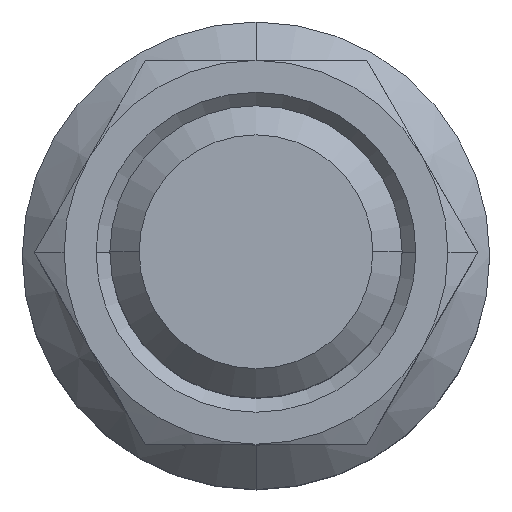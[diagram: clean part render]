
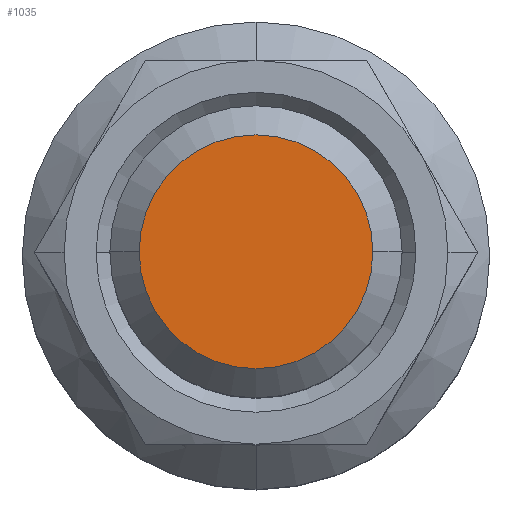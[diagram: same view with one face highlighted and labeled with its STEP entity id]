
A CAD part, top view. The second image highlights one B-rep face of the part: STEP entity #1035.
In plain terms, the highlighted planar face has unit normal (0, 0, 1).
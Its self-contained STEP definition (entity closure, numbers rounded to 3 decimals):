
#515=CARTESIAN_POINT('',(0.,0.,21.));
#516=DIRECTION('',(0.,0.,1.));
#517=DIRECTION('',(1.,0.,0.));
#518=AXIS2_PLACEMENT_3D('',#515,#516,#517);
#523=CARTESIAN_POINT('',(0.,0.,21.));
#524=DIRECTION('',(0.,0.,1.));
#525=DIRECTION('',(-1.,0.,0.));
#526=AXIS2_PLACEMENT_3D('',#523,#524,#525);
#602=CARTESIAN_POINT('',(2.,0.,21.));
#603=CARTESIAN_POINT('',(-2.,0.,21.));
#604=VERTEX_POINT('',#602);
#605=VERTEX_POINT('',#603);
#1025=CARTESIAN_POINT('',(0.,0.,21.));
#1026=DIRECTION('',(0.,0.,1.));
#1027=DIRECTION('',(1.,0.,0.));
#1028=AXIS2_PLACEMENT_3D('',#1025,#1026,#1027);
#1029=PLANE('',#1028);
#1030=ORIENTED_EDGE('',*,*,#1015,.F.);
#1032=ORIENTED_EDGE('',*,*,#1031,.F.);
#1033=EDGE_LOOP('',(#1030,#1032));
#1034=FACE_OUTER_BOUND('',#1033,.F.);
#1035=ADVANCED_FACE('',(#1034),#1029,.T.);
#519=CIRCLE('',#518,2.);
#527=CIRCLE('',#526,2.);
#1015=EDGE_CURVE('',#604,#605,#519,.T.);
#1031=EDGE_CURVE('',#605,#604,#527,.T.);
